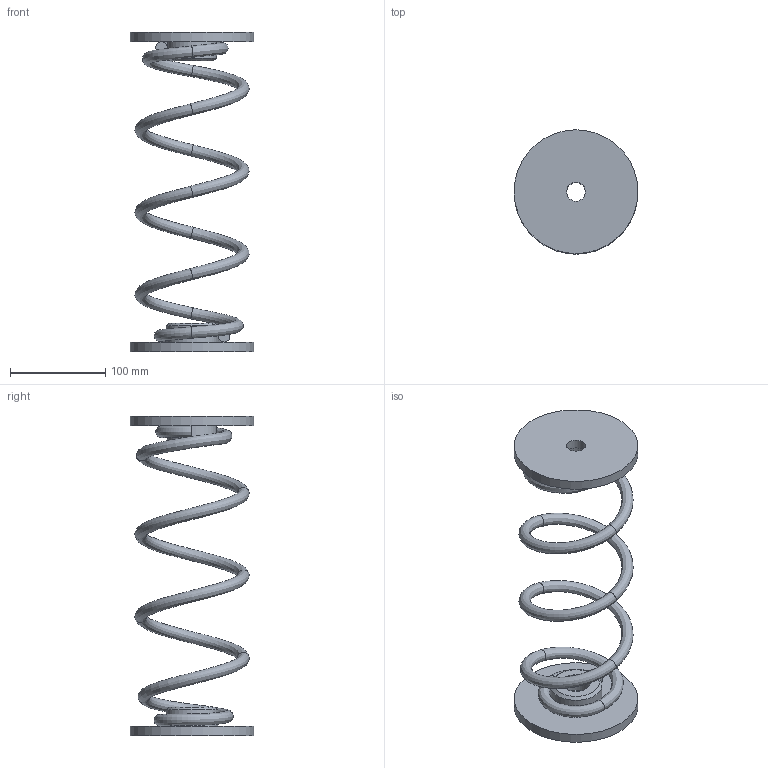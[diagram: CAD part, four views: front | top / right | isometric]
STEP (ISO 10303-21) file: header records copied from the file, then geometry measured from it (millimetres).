
FILE_DESCRIPTION(/* description */ ('Unknown'),/* implementation_level */ '2;1');
FILE_NAME(/* name */ 'ALTURA DE ENROLLADO RESORTE DAIHATSU TERIOS II TRAS',/* time_stamp */ '2024-11-18T10:50:26-05:00',/* author */ ('Unknown'),/* organization */ ('Unknown'),/* preprocessor_version */ 'ST-DEVELOPER v19.4',/* originating_system */ 'Solid Edge',/* authorisation */ 'Unknown');
FILE_SCHEMA (('CONFIG_CONTROL_DESIGN'));
Length unit declared in the file: millimetre
Products named in the file (4): ALTURA DE ENROLLADO RESORTE DAIHATSU TERIOS II TRAS; ALTURA DE ENROLLADO RESORTE HEL DAIHATSU TERIOS II TRAS; COPELA SUPERIOR; COPELA INFERIOR
Assembly tree (3 placements, depth 2):
  ALTURA DE ENROLLADO RESORTE DAIHATSU TERIOS II TRAS
    ALTURA DE ENROLLADO RESORTE HEL DAIHATSU TERIOS II TRAS
    COPELA SUPERIOR
    COPELA INFERIOR
Bounding box: 130 x 130 x 335.26 mm (x, y, z)
Volume: 504108.7 mm3; surface area: 133539.4 mm2
Topology: 3 solids, 3 shells, 32 faces, 73 edges, 67 vertices
Faces by surface type: bspline 12, plane 10, cylinder 8, cone 2
Full cylindrical faces by diameter (mm): 20 x2, 30 x2, 51.5 x1, 54.5 x1, 130 x2
Entity records: 8624 total; most frequent: CARTESIAN_POINT 7926, DIRECTION 110, ORIENTED_EDGE 62, EDGE_LOOP 62, FACE_BOUND 62, AXIS2_PLACEMENT_3D 55, ADVANCED_FACE 32, EDGE_CURVE 31
